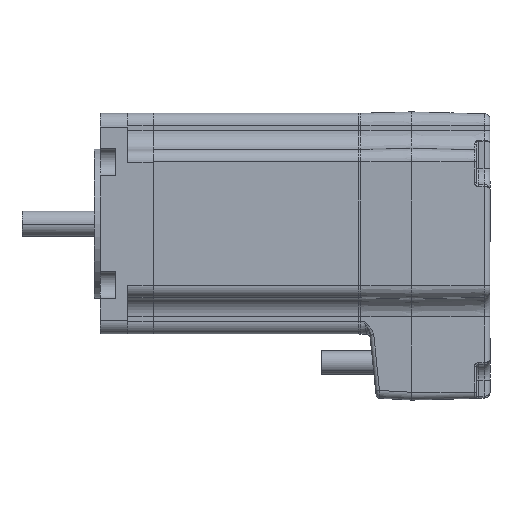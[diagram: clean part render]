
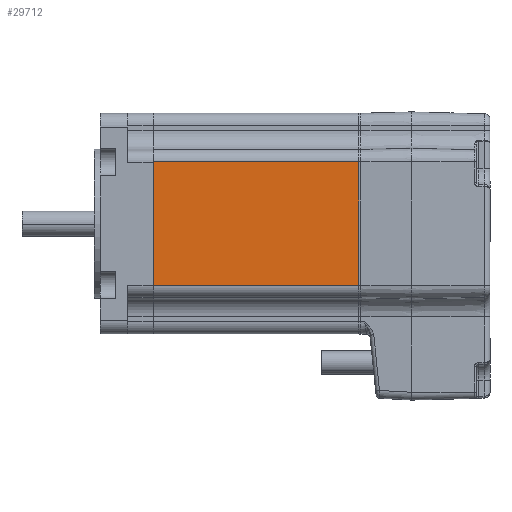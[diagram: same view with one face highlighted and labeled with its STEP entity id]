
A CAD part, left-side view. The second image highlights one B-rep face of the part: STEP entity #29712.
In plain terms, the highlighted planar face has unit normal (-1, 0, 0).
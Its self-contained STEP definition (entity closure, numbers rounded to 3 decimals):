
#12036 = EDGE_CURVE ( 'NONE', #50479, #51357, #58047, .T. ) ;
#22433 = CARTESIAN_POINT ( 'NONE',  ( 240.891, 143.793, 53. ) ) ;
#22609 = CARTESIAN_POINT ( 'NONE',  ( 240.891, 175.393, 53. ) ) ;
#22629 = CARTESIAN_POINT ( 'NONE',  ( 240.891, 175.393, 53. ) ) ;
#22636 = DIRECTION ( 'NONE',  ( 0., -1., 0. ) ) ;
#22637 = VECTOR ( 'NONE', #22636, 1000. ) ;
#22639 = LINE ( 'NONE', #22629, #22637 ) ;
#26035 = DIRECTION ( 'NONE',  ( 0., -1., 0. ) ) ;
#26036 = VECTOR ( 'NONE', #26035, 1000. ) ;
#26044 = CARTESIAN_POINT ( 'NONE',  ( 240.891, 175.393, 0. ) ) ;
#26051 = LINE ( 'NONE', #26044, #26036 ) ;
#26060 = CARTESIAN_POINT ( 'NONE',  ( 240.891, 143.793, 0. ) ) ;
#26077 = CARTESIAN_POINT ( 'NONE',  ( 240.891, 175.393, 0. ) ) ;
#28158 = EDGE_LOOP ( 'NONE', ( #29751, #29943, #29548, #29687 ) ) ;
#29101 = EDGE_CURVE ( 'NONE', #50543, #51410, #41455, .T. ) ;
#29548 = ORIENTED_EDGE ( 'NONE', *, *, #50521, .F. ) ;
#29687 = ORIENTED_EDGE ( 'NONE', *, *, #29101, .T. ) ;
#29712 = ADVANCED_FACE ( 'NONE', ( #41491 ), #41485, .F. ) ;
#29751 = ORIENTED_EDGE ( 'NONE', *, *, #51370, .T. ) ;
#29943 = ORIENTED_EDGE ( 'NONE', *, *, #12036, .F. ) ;
#41454 = DIRECTION ( 'NONE',  ( 0., 0., -1. ) ) ;
#41455 = LINE ( 'NONE', #41470, #41511 ) ;
#41470 = CARTESIAN_POINT ( 'NONE',  ( 240.891, 175.393, 53. ) ) ;
#41485 = PLANE ( 'NONE',  #41489 ) ;
#41489 = AXIS2_PLACEMENT_3D ( 'NONE', #41497, #41495, #41494 ) ;
#41491 = FACE_OUTER_BOUND ( 'NONE', #28158, .T. ) ;
#41494 = DIRECTION ( 'NONE',  ( 0., 0., -1. ) ) ;
#41495 = DIRECTION ( 'NONE',  ( 1., 0., 0. ) ) ;
#41497 = CARTESIAN_POINT ( 'NONE',  ( 240.891, 175.393, 53. ) ) ;
#41511 = VECTOR ( 'NONE', #41454, 1000. ) ;
#50479 = VERTEX_POINT ( 'NONE', #22433 ) ;
#50521 = EDGE_CURVE ( 'NONE', #50543, #50479, #22639, .T. ) ;
#50543 = VERTEX_POINT ( 'NONE', #22609 ) ;
#51357 = VERTEX_POINT ( 'NONE', #26060 ) ;
#51370 = EDGE_CURVE ( 'NONE', #51410, #51357, #26051, .T. ) ;
#51410 = VERTEX_POINT ( 'NONE', #26077 ) ;
#58041 = DIRECTION ( 'NONE',  ( 0., 0., -1. ) ) ;
#58042 = VECTOR ( 'NONE', #58041, 1000. ) ;
#58043 = CARTESIAN_POINT ( 'NONE',  ( 240.891, 143.793, 53. ) ) ;
#58047 = LINE ( 'NONE', #58043, #58042 ) ;
